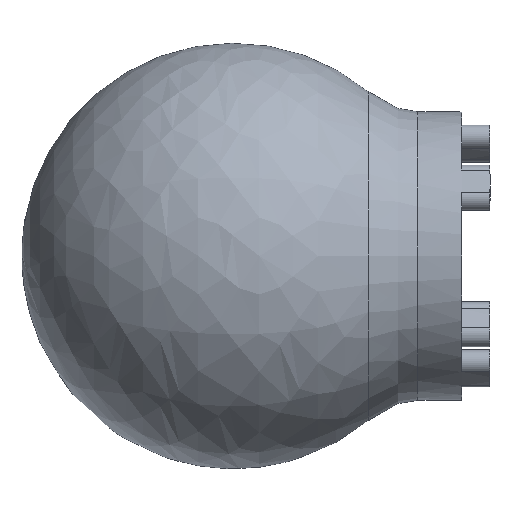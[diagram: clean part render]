
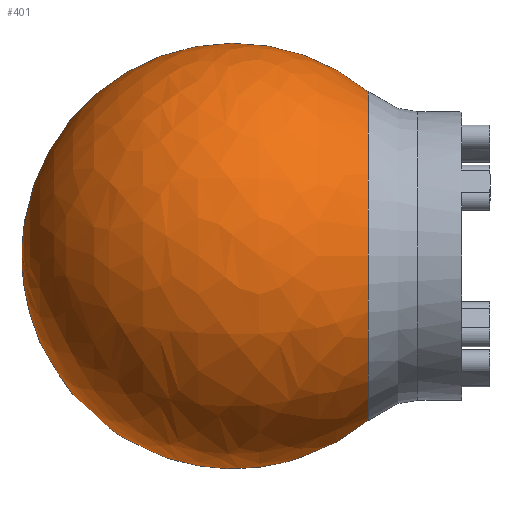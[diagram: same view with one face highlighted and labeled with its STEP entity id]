
A CAD part, left-side view. The second image highlights one B-rep face of the part: STEP entity #401.
In plain terms, the highlighted free-form (B-spline) face has degree [2, 2] with [5, 9] control points.
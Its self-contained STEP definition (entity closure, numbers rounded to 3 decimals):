
#17=(
BOUNDED_SURFACE()
B_SPLINE_SURFACE(2,2,((#777,#778,#779,#780,#781,#782,#783,#784,#785),(#786,
#787,#788,#789,#790,#791,#792,#793,#794),(#795,#796,#797,#798,#799,#800,
#801,#802,#803),(#804,#805,#806,#807,#808,#809,#810,#811,#812),(#813,#814,
#815,#816,#817,#818,#819,#820,#821)),.UNSPECIFIED.,.F.,.T.,.F.)
B_SPLINE_SURFACE_WITH_KNOTS((3,2,3),(3,2,2,2,3),(-1.577,-0.444,
0.689),(-3.142,-1.571,0.,1.571,
3.142),.UNSPECIFIED.)
GEOMETRIC_REPRESENTATION_ITEM()
RATIONAL_B_SPLINE_SURFACE(((1.,0.707,1.,0.707,1.,
0.707,1.,0.707,1.),(0.844,0.597,
0.844,0.597,0.844,0.597,
0.844,0.597,0.844),(1.,0.707,
1.,0.707,1.,0.707,1.,0.707,1.),(0.844,
0.597,0.844,0.597,0.844,
0.597,0.844,0.597,0.844),
(1.,0.707,1.,0.707,1.,0.707,1.,0.707,
1.)))
REPRESENTATION_ITEM('')
SURFACE()
);
#46=FACE_OUTER_BOUND('',#67,.T.);
#67=EDGE_LOOP('',(#362,#363,#364,#365));
#144=CIRCLE('',#474,17.503);
#145=CIRCLE('',#475,17.503);
#146=CIRCLE('',#476,22.5);
#186=VERTEX_POINT('',#822);
#187=VERTEX_POINT('',#823);
#188=VERTEX_POINT('',#826);
#246=EDGE_CURVE('',#186,#187,#144,.T.);
#247=EDGE_CURVE('',#187,#186,#145,.T.);
#248=EDGE_CURVE('',#187,#188,#146,.T.);
#362=ORIENTED_EDGE('',*,*,#246,.F.);
#363=ORIENTED_EDGE('',*,*,#247,.F.);
#364=ORIENTED_EDGE('',*,*,#248,.T.);
#365=ORIENTED_EDGE('',*,*,#248,.F.);
#401=ADVANCED_FACE('',(#46),#17,.F.);
#474=AXIS2_PLACEMENT_3D('',#824,#611,#612);
#475=AXIS2_PLACEMENT_3D('',#825,#613,#614);
#476=AXIS2_PLACEMENT_3D('',#827,#615,#616);
#611=DIRECTION('center_axis',(0.,-1.,0.));
#612=DIRECTION('ref_axis',(1.,0.,0.));
#613=DIRECTION('center_axis',(0.,-1.,0.));
#614=DIRECTION('ref_axis',(1.,0.,0.));
#615=DIRECTION('center_axis',(-1.,0.,0.));
#616=DIRECTION('ref_axis',(0.,0.,1.));
#777=CARTESIAN_POINT('Ctrl Pts',(-15.35,42.099,0.));
#778=CARTESIAN_POINT('Ctrl Pts',(-15.35,42.099,0.));
#779=CARTESIAN_POINT('Ctrl Pts',(-15.35,42.099,0.));
#780=CARTESIAN_POINT('Ctrl Pts',(-15.35,42.099,0.));
#781=CARTESIAN_POINT('Ctrl Pts',(-15.35,42.099,0.));
#782=CARTESIAN_POINT('Ctrl Pts',(-15.35,42.099,0.));
#783=CARTESIAN_POINT('Ctrl Pts',(-15.35,42.099,0.));
#784=CARTESIAN_POINT('Ctrl Pts',(-15.35,42.099,0.));
#785=CARTESIAN_POINT('Ctrl Pts',(-15.35,42.099,0.));
#786=CARTESIAN_POINT('Ctrl Pts',(-15.35,42.183,14.306));
#787=CARTESIAN_POINT('Ctrl Pts',(-29.656,42.183,14.306));
#788=CARTESIAN_POINT('Ctrl Pts',(-29.656,42.183,0.));
#789=CARTESIAN_POINT('Ctrl Pts',(-29.656,42.183,-14.306));
#790=CARTESIAN_POINT('Ctrl Pts',(-15.35,42.183,-14.306));
#791=CARTESIAN_POINT('Ctrl Pts',(-1.044,42.183,-14.306));
#792=CARTESIAN_POINT('Ctrl Pts',(-1.044,42.183,0.));
#793=CARTESIAN_POINT('Ctrl Pts',(-1.044,42.183,14.306));
#794=CARTESIAN_POINT('Ctrl Pts',(-15.35,42.183,14.306));
#795=CARTESIAN_POINT('Ctrl Pts',(-15.35,29.264,20.45));
#796=CARTESIAN_POINT('Ctrl Pts',(-35.8,29.264,20.45));
#797=CARTESIAN_POINT('Ctrl Pts',(-35.8,29.264,0.));
#798=CARTESIAN_POINT('Ctrl Pts',(-35.8,29.264,-20.45));
#799=CARTESIAN_POINT('Ctrl Pts',(-15.35,29.264,-20.45));
#800=CARTESIAN_POINT('Ctrl Pts',(5.1,29.264,-20.45));
#801=CARTESIAN_POINT('Ctrl Pts',(5.1,29.264,0.));
#802=CARTESIAN_POINT('Ctrl Pts',(5.1,29.264,20.45));
#803=CARTESIAN_POINT('Ctrl Pts',(-15.35,29.264,20.45));
#804=CARTESIAN_POINT('Ctrl Pts',(-15.35,16.345,26.595));
#805=CARTESIAN_POINT('Ctrl Pts',(-41.945,16.345,26.595));
#806=CARTESIAN_POINT('Ctrl Pts',(-41.945,16.345,0.));
#807=CARTESIAN_POINT('Ctrl Pts',(-41.945,16.345,-26.595));
#808=CARTESIAN_POINT('Ctrl Pts',(-15.35,16.345,-26.595));
#809=CARTESIAN_POINT('Ctrl Pts',(11.245,16.345,-26.595));
#810=CARTESIAN_POINT('Ctrl Pts',(11.245,16.345,0.));
#811=CARTESIAN_POINT('Ctrl Pts',(11.245,16.345,26.595));
#812=CARTESIAN_POINT('Ctrl Pts',(-15.35,16.345,26.595));
#813=CARTESIAN_POINT('Ctrl Pts',(-15.35,5.3,17.503));
#814=CARTESIAN_POINT('Ctrl Pts',(-32.853,5.3,17.503));
#815=CARTESIAN_POINT('Ctrl Pts',(-32.853,5.3,0.));
#816=CARTESIAN_POINT('Ctrl Pts',(-32.853,5.3,-17.503));
#817=CARTESIAN_POINT('Ctrl Pts',(-15.35,5.3,-17.503));
#818=CARTESIAN_POINT('Ctrl Pts',(2.153,5.3,-17.503));
#819=CARTESIAN_POINT('Ctrl Pts',(2.153,5.3,0.));
#820=CARTESIAN_POINT('Ctrl Pts',(2.153,5.3,17.503));
#821=CARTESIAN_POINT('Ctrl Pts',(-15.35,5.3,17.503));
#822=CARTESIAN_POINT('',(2.153,5.3,0.));
#823=CARTESIAN_POINT('',(-15.35,5.3,17.503));
#824=CARTESIAN_POINT('Origin',(-15.35,5.3,0.));
#825=CARTESIAN_POINT('Origin',(-15.35,5.3,0.));
#826=CARTESIAN_POINT('',(-15.35,42.099,0.));
#827=CARTESIAN_POINT('Origin',(-15.35,19.6,0.132));
